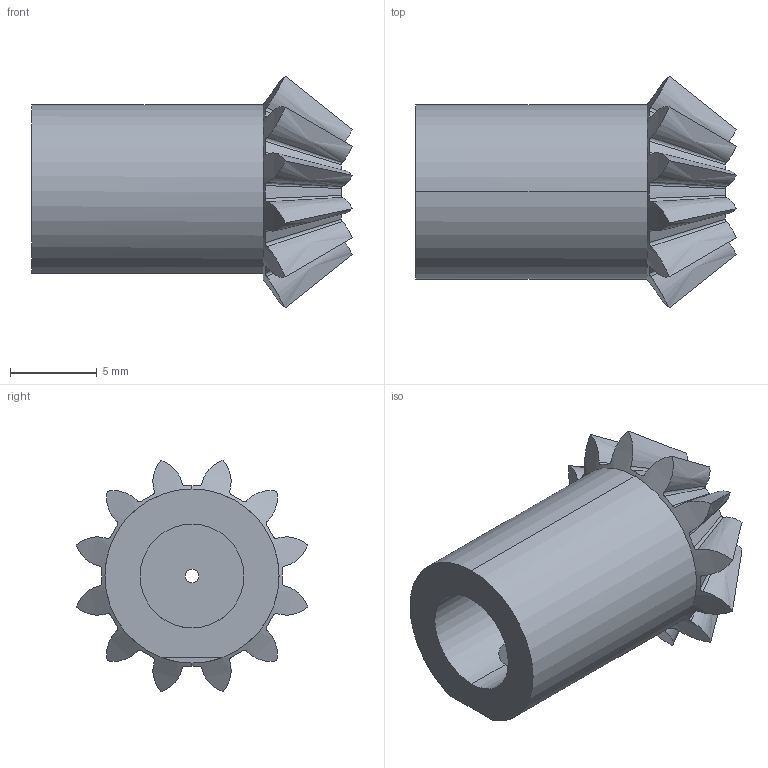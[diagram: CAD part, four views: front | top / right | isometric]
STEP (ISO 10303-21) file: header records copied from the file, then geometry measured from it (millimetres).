
FILE_DESCRIPTION (( 'STEP AP214' ), '1' );
FILE_NAME ('P12 M1 G18 F5.STEP', '2018-07-09T07:23:32', ( '' ), ( '' ), 'SwSTEP 2.0', 'SolidWorks 2018', '' );
FILE_SCHEMA (( 'AUTOMOTIVE_DESIGN' ));
Length unit declared in the file: millimetre
Products named in the file (1): P12 M1 G18 F5
Bounding box: 18.49 x 13.39 x 13.39 mm (x, y, z)
Volume: 988.8 mm3; surface area: 1102.6 mm2
Topology: 1 solids, 1 shells, 79 faces, 228 edges, 150 vertices
Faces by surface type: bspline 60, cylinder 10, plane 5, cone 4
Entity records: 4578 total; most frequent: CARTESIAN_POINT 2153, ORIENTED_EDGE 456, EDGE_CURVE 228, VERTEX_POINT 150, DIRECTION 148, B_SPLINE_CURVE_WITH_KNOTS 140, EDGE_LOOP 84, FACE_OUTER_BOUND 79
